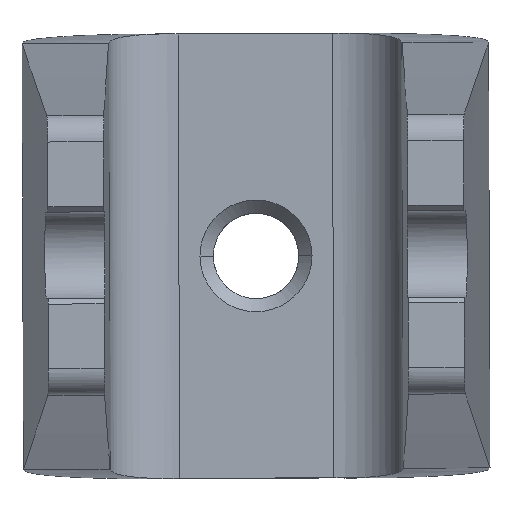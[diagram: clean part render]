
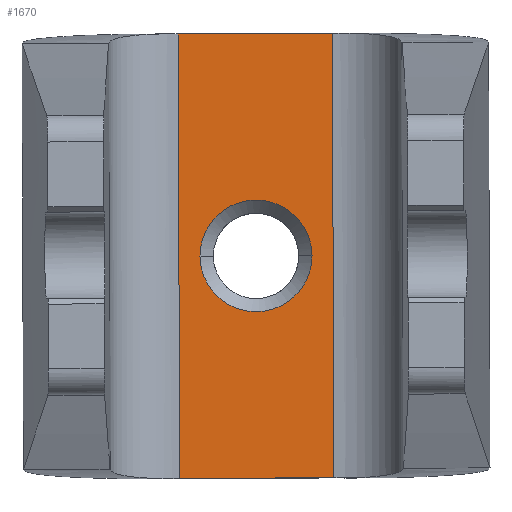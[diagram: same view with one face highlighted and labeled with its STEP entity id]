
A CAD part, top view. The second image highlights one B-rep face of the part: STEP entity #1670.
In plain terms, the highlighted planar face has unit normal (0, 0, 1).
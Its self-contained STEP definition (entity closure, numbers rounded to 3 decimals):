
#12 = EDGE_CURVE ( 'NONE', #1581, #843, #580, .T. ) ;
#65 = EDGE_CURVE ( 'NONE', #1751, #883, #567, .T. ) ;
#81 = EDGE_CURVE ( 'NONE', #1311, #957, #731, .T. ) ;
#90 = DIRECTION ( 'NONE',  ( 1., 0.004, 0. ) ) ;
#94 = CARTESIAN_POINT ( 'NONE',  ( -16.9, 7.207, 2.545 ) ) ;
#107 = B_SPLINE_CURVE_WITH_KNOTS ( 'NONE', 3,
 ( #1068, #1079, #1040, #1036, #1032, #1029, #678 ),
 .UNSPECIFIED., .F., .F.,
 ( 4, 1, 1, 1, 4 ),
 ( 0., 0.002, 0.003, 0.005, 0.007 ),
 .UNSPECIFIED. ) ;
#168 = CARTESIAN_POINT ( 'NONE',  ( -19.79, 7.196, 2.545 ) ) ;
#246 = DIRECTION ( 'NONE',  ( -1., -0.004, 0. ) ) ;
#266 = CARTESIAN_POINT ( 'NONE',  ( -14.83, 15.544, 2.545 ) ) ;
#273 = CARTESIAN_POINT ( 'NONE',  ( -19.03, 15.529, 2.545 ) ) ;
#285 = LINE ( 'NONE', #94, #299 ) ;
#299 = VECTOR ( 'NONE', #90, 1000. ) ;
#374 = EDGE_CURVE ( 'NONE', #883, #1751, #107, .T. ) ;
#381 = FACE_BOUND ( 'NONE', #1095, .T. ) ;
#382 = FACE_OUTER_BOUND ( 'NONE', #1214, .T. ) ;
#386 = CARTESIAN_POINT ( 'NONE',  ( -16.96, 23.866, 2.545 ) ) ;
#411 = CARTESIAN_POINT ( 'NONE',  ( -14.009, 7.217, 2.545 ) ) ;
#415 = CARTESIAN_POINT ( 'NONE',  ( -14.069, 23.876, 2.545 ) ) ;
#452 = CARTESIAN_POINT ( 'NONE',  ( -19.82, 15.526, 2.545 ) ) ;
#508 = VECTOR ( 'NONE', #246, 1000. ) ;
#520 = LINE ( 'NONE', #386, #508 ) ;
#567 = B_SPLINE_CURVE_WITH_KNOTS ( 'NONE', 3,
 ( #1712, #1729, #1748, #1710, #1709, #1705, #1701 ),
 .UNSPECIFIED., .F., .F.,
 ( 4, 1, 1, 1, 4 ),
 ( 0., 0.002, 0.003, 0.005, 0.007 ),
 .UNSPECIFIED. ) ;
#580 = B_SPLINE_CURVE_WITH_KNOTS ( 'NONE', 1,
 ( #415, #618 ),
 .UNSPECIFIED., .F., .F.,
 ( 2, 2 ),
 ( 0., 10.308 ),
 .UNSPECIFIED. ) ;
#618 = CARTESIAN_POINT ( 'NONE',  ( -14.009, 7.217, 2.545 ) ) ;
#678 = CARTESIAN_POINT ( 'NONE',  ( -14.83, 15.544, 2.545 ) ) ;
#722 = VECTOR ( 'NONE', #1690, 1000. ) ;
#723 = DIRECTION ( 'NONE',  ( 0.004, -1., 0. ) ) ;
#730 = DIRECTION ( 'NONE',  ( 0., 0., 1. ) ) ;
#731 = LINE ( 'NONE', #452, #722 ) ;
#738 = PLANE ( 'NONE',  #1039 ) ;
#744 = CARTESIAN_POINT ( 'NONE',  ( -19.85, 23.855, 2.545 ) ) ;
#843 = VERTEX_POINT ( 'NONE', #411 ) ;
#883 = VERTEX_POINT ( 'NONE', #273 ) ;
#927 = EDGE_CURVE ( 'NONE', #1581, #1311, #520, .T. ) ;
#941 = CARTESIAN_POINT ( 'NONE',  ( -14.069, 23.876, 2.545 ) ) ;
#957 = VERTEX_POINT ( 'NONE', #168 ) ;
#988 = ORIENTED_EDGE ( 'NONE', *, *, #374, .T. ) ;
#999 = ORIENTED_EDGE ( 'NONE', *, *, #65, .T. ) ;
#1005 = ORIENTED_EDGE ( 'NONE', *, *, #927, .T. ) ;
#1009 = ORIENTED_EDGE ( 'NONE', *, *, #81, .T. ) ;
#1024 = ORIENTED_EDGE ( 'NONE', *, *, #1783, .T. ) ;
#1027 = ORIENTED_EDGE ( 'NONE', *, *, #12, .F. ) ;
#1029 = CARTESIAN_POINT ( 'NONE',  ( -14.831, 16.085, 2.545 ) ) ;
#1032 = CARTESIAN_POINT ( 'NONE',  ( -15.293, 17.192, 2.545 ) ) ;
#1036 = CARTESIAN_POINT ( 'NONE',  ( -16.962, 17.866, 2.545 ) ) ;
#1039 = AXIS2_PLACEMENT_3D ( 'NONE', #744, #730, #723 ) ;
#1040 = CARTESIAN_POINT ( 'NONE',  ( -18.592, 17.146, 2.545 ) ) ;
#1068 = CARTESIAN_POINT ( 'NONE',  ( -19.03, 15.529, 2.545 ) ) ;
#1079 = CARTESIAN_POINT ( 'NONE',  ( -19.032, 16.07, 2.545 ) ) ;
#1095 = EDGE_LOOP ( 'NONE', ( #988, #999 ) ) ;
#1180 = CARTESIAN_POINT ( 'NONE',  ( -19.85, 23.855, 2.545 ) ) ;
#1214 = EDGE_LOOP ( 'NONE', ( #1005, #1009, #1024, #1027 ) ) ;
#1311 = VERTEX_POINT ( 'NONE', #1180 ) ;
#1581 = VERTEX_POINT ( 'NONE', #941 ) ;
#1670 = ADVANCED_FACE ( 'NONE', ( #381, #382 ), #738, .T. ) ;
#1690 = DIRECTION ( 'NONE',  ( 0.004, -1., 0. ) ) ;
#1701 = CARTESIAN_POINT ( 'NONE',  ( -19.03, 15.529, 2.545 ) ) ;
#1705 = CARTESIAN_POINT ( 'NONE',  ( -19.028, 14.987, 2.545 ) ) ;
#1709 = CARTESIAN_POINT ( 'NONE',  ( -18.581, 13.914, 2.545 ) ) ;
#1710 = CARTESIAN_POINT ( 'NONE',  ( -16.945, 13.207, 2.545 ) ) ;
#1712 = CARTESIAN_POINT ( 'NONE',  ( -14.83, 15.544, 2.545 ) ) ;
#1729 = CARTESIAN_POINT ( 'NONE',  ( -14.827, 15.002, 2.545 ) ) ;
#1748 = CARTESIAN_POINT ( 'NONE',  ( -15.281, 13.893, 2.545 ) ) ;
#1751 = VERTEX_POINT ( 'NONE', #266 ) ;
#1783 = EDGE_CURVE ( 'NONE', #957, #843, #285, .T. ) ;
